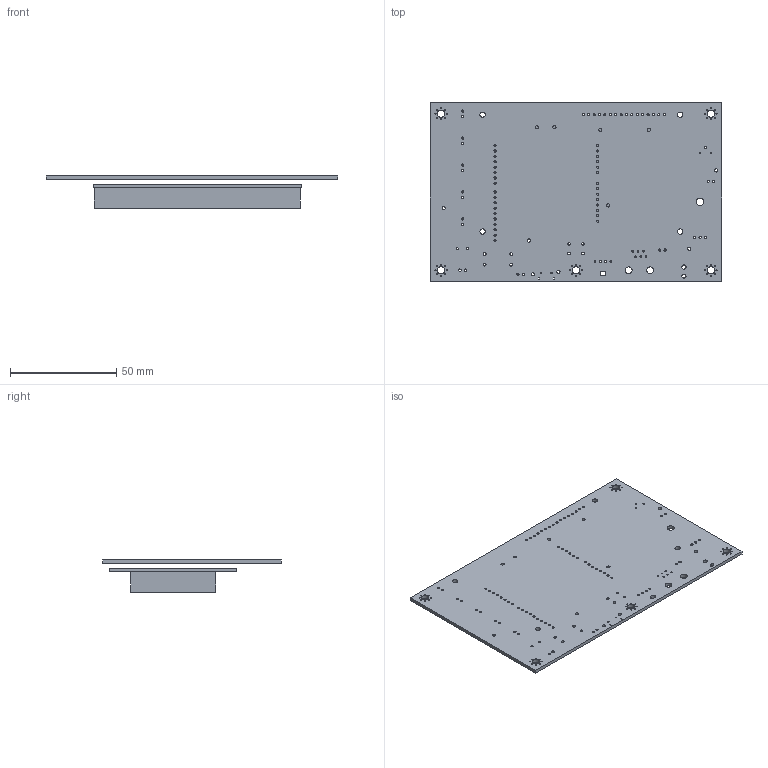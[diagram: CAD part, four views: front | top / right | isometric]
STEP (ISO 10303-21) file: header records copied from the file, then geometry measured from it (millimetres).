
FILE_DESCRIPTION(('KiCad electronic assembly'),'2;1');
FILE_NAME('GeneralPurposeAlarmDevicePCB.step','2022-09-29T12:07:41',( 'Pcbnew'),('Kicad'),'Open CASCADE STEP processor 7.5', 'KiCad to STEP converter','Unknown');
FILE_SCHEMA(('AUTOMOTIVE_DESIGN { 1 0 10303 214 1 1 1 1 }'));
Length unit declared in the file: millimetre
Products named in the file (4): GeneralPurposeAlarmDevicePCB 1; 2004A_ap214; SOLID; _autosave-GeneralPurposeAlarmDevicePCB PCB
Assembly tree (3 placements, depth 3):
  GeneralPurposeAlarmDevicePCB 1
    2004A_ap214
      SOLID
    _autosave-GeneralPurposeAlarmDevicePCB PCB
Bounding box: 137.16 x 83.82 x 15.12 mm (x, y, z)
Volume: 62350.2 mm3; surface area: 39301.5 mm2
Topology: 2 solids, 2 shells, 306 faces, 900 edges, 600 vertices
Faces by surface type: cylinder 168, bspline 120, plane 18
Full cylindrical faces by diameter (mm): 0.5 x40, 0.76 x6, 0.8 x3, 0.9 x4, 1 x50, 1.016 x16, 1.1 x3, 1.19 x2, 1.2 x4, 1.3 x4, 1.5 x11, 2 x1, 2.5 x4, 3.25 x2, 3.5 x6
Entity records: 23662 total; most frequent: CARTESIAN_POINT 6470, DIRECTION 2372, ORIENTED_EDGE 1800, PCURVE 1800, DEFINITIONAL_REPRESENTATION 1800, LINE 984, VECTOR 984, EDGE_CURVE 900
